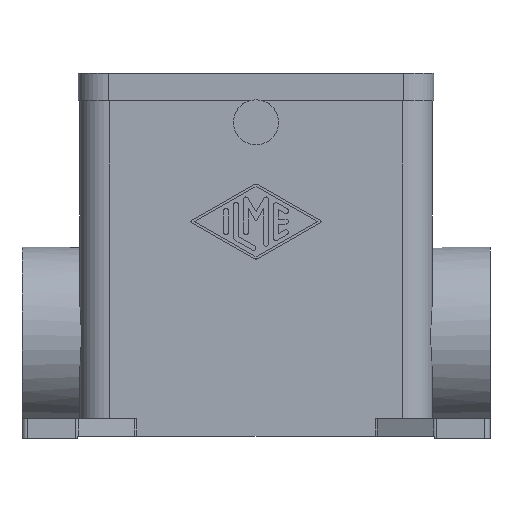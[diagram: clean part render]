
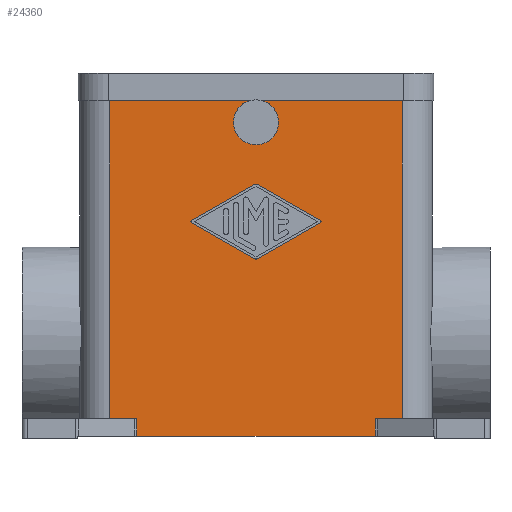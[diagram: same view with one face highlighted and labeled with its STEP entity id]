
A CAD part, front view. The second image highlights one B-rep face of the part: STEP entity #24360.
In plain terms, the highlighted planar face has unit normal (0, -1, 0).
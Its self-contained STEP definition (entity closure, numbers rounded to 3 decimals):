
#7540=CARTESIAN_POINT('',(29.25,-21.75,23.5));
#7550=VERTEX_POINT('',#7540);
#7580=CARTESIAN_POINT('',(29.25,-21.75,23.5));
#7590=DIRECTION('',(-1.,0.,0.));
#7600=VECTOR('',#7590,58.5);
#7610=LINE('',#7580,#7600);
#7620=CARTESIAN_POINT('',(-29.25,-21.75,23.5));
#7630=VERTEX_POINT('',#7620);
#7640=EDGE_CURVE('',#7550,#7630,#7610,.T.);
#12130=CARTESIAN_POINT('',(23.791,-21.75,-40.));
#12140=DIRECTION('',(0.,0.,-1.));
#12150=VECTOR('',#12140,3.5);
#12160=LINE('',#12130,#12150);
#12170=CARTESIAN_POINT('',(23.791,-21.75,-40.));
#12180=VERTEX_POINT('',#12170);
#12190=CARTESIAN_POINT('',(23.791,-21.75,-43.5));
#12200=VERTEX_POINT('',#12190);
#12210=EDGE_CURVE('',#12180,#12200,#12160,.T.);
#22300=CARTESIAN_POINT('',(29.25,-21.75,23.5));
#22310=DIRECTION('',(0.,0.,-1.));
#22320=VECTOR('',#22310,63.5);
#22330=LINE('',#22300,#22320);
#22340=CARTESIAN_POINT('',(29.25,-21.75,-40.));
#22350=VERTEX_POINT('',#22340);
#22360=EDGE_CURVE('',#7550,#22350,#22330,.T.);
#23200=CARTESIAN_POINT('',(29.25,-21.75,1.5));
#23210=DIRECTION('',(0.,-1.,0.));
#23220=DIRECTION('',(0.,0.,-1.));
#23230=AXIS2_PLACEMENT_3D('',#23200,#23210,#23220);
#23240=PLANE('',#23230);
#23250=CARTESIAN_POINT('',(23.791,-21.75,-43.5));
#23260=DIRECTION('',(-1.,0.,0.));
#23270=VECTOR('',#23260,47.581);
#23280=LINE('',#23250,#23270);
#23290=CARTESIAN_POINT('',(-23.791,-21.75,-43.5));
#23300=VERTEX_POINT('',#23290);
#23310=EDGE_CURVE('',#12200,#23300,#23280,.T.);
#23320=ORIENTED_EDGE('',*,*,#23310,.F.);
#23330=CARTESIAN_POINT('',(-23.791,-21.75,-43.5));
#23340=DIRECTION('',(0.,0.,1.));
#23350=VECTOR('',#23340,3.5);
#23360=LINE('',#23330,#23350);
#23370=CARTESIAN_POINT('',(-23.791,-21.75,-40.));
#23380=VERTEX_POINT('',#23370);
#23390=EDGE_CURVE('',#23300,#23380,#23360,.T.);
#23400=ORIENTED_EDGE('',*,*,#23390,.F.);
#23410=CARTESIAN_POINT('',(-29.25,-21.75,-40.));
#23420=DIRECTION('',(1.,0.,0.));
#23430=VECTOR('',#23420,5.459);
#23440=LINE('',#23410,#23430);
#23450=CARTESIAN_POINT('',(-29.25,-21.75,-40.));
#23460=VERTEX_POINT('',#23450);
#23470=EDGE_CURVE('',#23460,#23380,#23440,.T.);
#23480=ORIENTED_EDGE('',*,*,#23470,.T.);
#23490=CARTESIAN_POINT('',(-29.25,-21.75,23.5));
#23500=DIRECTION('',(0.,0.,-1.));
#23510=VECTOR('',#23500,63.5);
#23520=LINE('',#23490,#23510);
#23530=EDGE_CURVE('',#7630,#23460,#23520,.T.);
#23540=ORIENTED_EDGE('',*,*,#23530,.T.);
#23550=ORIENTED_EDGE('',*,*,#7640,.T.);
#23560=ORIENTED_EDGE('',*,*,#22360,.F.);
#23570=CARTESIAN_POINT('',(23.791,-21.75,-40.));
#23580=DIRECTION('',(1.,0.,0.));
#23590=VECTOR('',#23580,5.459);
#23600=LINE('',#23570,#23590);
#23610=EDGE_CURVE('',#12180,#22350,#23600,.T.);
#23620=ORIENTED_EDGE('',*,*,#23610,.T.);
#23630=ORIENTED_EDGE('',*,*,#12210,.F.);
#23640=EDGE_LOOP('',(#23630,#23620,#23560,#23550,#23540,#23480,#23400,
#23320));
#23650=FACE_OUTER_BOUND('',#23640,.T.);
#23660=CARTESIAN_POINT('',(12.75,-21.75,-0.625));
#23670=DIRECTION('',(0.,-1.,0.));
#23680=DIRECTION('',(1.,0.,0.));
#23690=AXIS2_PLACEMENT_3D('',#23660,#23670,#23680);
#23700=CIRCLE('',#23690,0.25);
#23710=CARTESIAN_POINT('',(12.874,-21.75,-0.842));
#23720=VERTEX_POINT('',#23710);
#23730=CARTESIAN_POINT('',(12.874,-21.75,-0.408));
#23740=VERTEX_POINT('',#23730);
#23750=EDGE_CURVE('',#23720,#23740,#23700,.T.);
#23760=ORIENTED_EDGE('',*,*,#23750,.F.);
#23770=CARTESIAN_POINT('',(0.,-21.75,6.951));
#23780=DIRECTION('',(0.868,0.,-0.496));
#23790=VECTOR('',#23780,1.);
#23800=LINE('',#23770,#23790);
#23810=CARTESIAN_POINT('',(0.248,-21.75,6.809));
#23820=VERTEX_POINT('',#23810);
#23830=EDGE_CURVE('',#23820,#23740,#23800,.T.);
#23840=ORIENTED_EDGE('',*,*,#23830,.T.);
#23850=CARTESIAN_POINT('',(0.,-21.75,6.375));
#23860=DIRECTION('',(0.,-1.,0.));
#23870=DIRECTION('',(1.,0.,0.));
#23880=AXIS2_PLACEMENT_3D('',#23850,#23860,#23870);
#23890=CIRCLE('',#23880,0.5);
#23900=CARTESIAN_POINT('',(-0.248,-21.75,6.809));
#23910=VERTEX_POINT('',#23900);
#23920=EDGE_CURVE('',#23820,#23910,#23890,.T.);
#23930=ORIENTED_EDGE('',*,*,#23920,.F.);
#23940=CARTESIAN_POINT('',(0.,-21.75,6.951));
#23950=DIRECTION('',(0.868,0.,0.496));
#23960=VECTOR('',#23950,1.);
#23970=LINE('',#23940,#23960);
#23980=CARTESIAN_POINT('',(-12.874,-21.75,-0.408))
;
#23990=VERTEX_POINT('',#23980);
#24000=EDGE_CURVE('',#23990,#23910,#23970,.T.);
#24010=ORIENTED_EDGE('',*,*,#24000,.T.);
#24020=CARTESIAN_POINT('',(-12.75,-21.75,-0.625))
;
#24030=DIRECTION('',(0.,-1.,0.));
#24040=DIRECTION('',(1.,0.,0.));
#24050=AXIS2_PLACEMENT_3D('',#24020,#24030,#24040);
#24060=CIRCLE('',#24050,0.25);
#24070=CARTESIAN_POINT('',(-12.874,-21.75,-0.842))
;
#24080=VERTEX_POINT('',#24070);
#24090=EDGE_CURVE('',#23990,#24080,#24060,.T.);
#24100=ORIENTED_EDGE('',*,*,#24090,.F.);
#24110=CARTESIAN_POINT('',(0.,-21.75,-8.201));
#24120=DIRECTION('',(-0.868,0.,0.496));
#24130=VECTOR('',#24120,1.);
#24140=LINE('',#24110,#24130);
#24150=CARTESIAN_POINT('',(-0.248,-21.75,-8.059));
#24160=VERTEX_POINT('',#24150);
#24170=EDGE_CURVE('',#24160,#24080,#24140,.T.);
#24180=ORIENTED_EDGE('',*,*,#24170,.T.);
#24190=CARTESIAN_POINT('',(0.,-21.75,-7.625));
#24200=DIRECTION('',(0.,-1.,0.));
#24210=DIRECTION('',(1.,0.,0.));
#24220=AXIS2_PLACEMENT_3D('',#24190,#24200,#24210);
#24230=CIRCLE('',#24220,0.5);
#24240=CARTESIAN_POINT('',(0.248,-21.75,-8.059));
#24250=VERTEX_POINT('',#24240);
#24260=EDGE_CURVE('',#24160,#24250,#24230,.T.);
#24270=ORIENTED_EDGE('',*,*,#24260,.F.);
#24280=CARTESIAN_POINT('',(0.,-21.75,-8.201));
#24290=DIRECTION('',(-0.868,0.,-0.496));
#24300=VECTOR('',#24290,1.);
#24310=LINE('',#24280,#24300);
#24320=EDGE_CURVE('',#23720,#24250,#24310,.T.);
#24330=ORIENTED_EDGE('',*,*,#24320,.T.);
#24340=EDGE_LOOP('',(#24330,#24270,#24180,#24100,#24010,#23930,#23840,
#23760));
#24350=FACE_BOUND('',#24340,.T.);
#24360=ADVANCED_FACE('',(#23650,#24350),#23240,.T.);
